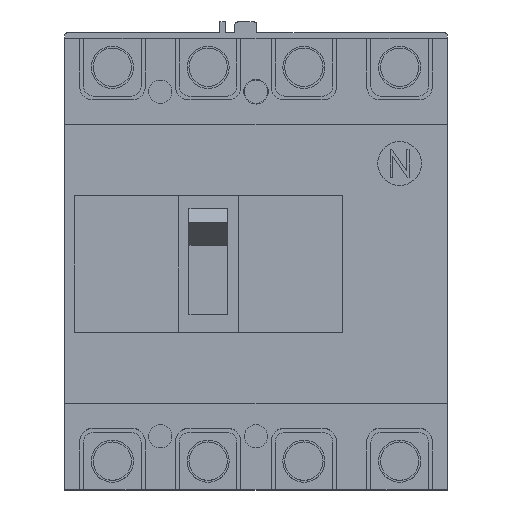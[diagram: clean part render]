
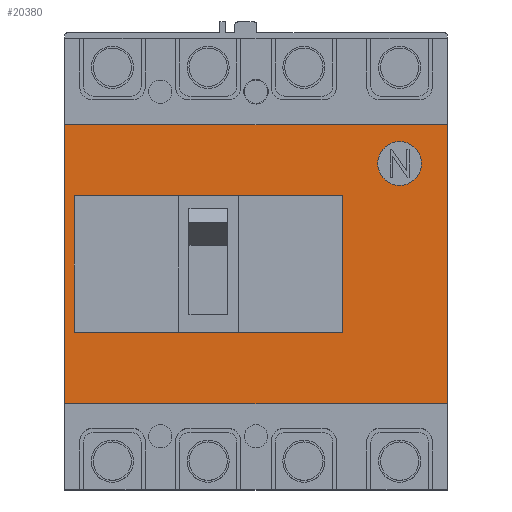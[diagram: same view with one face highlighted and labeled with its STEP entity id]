
A CAD part, top view. The second image highlights one B-rep face of the part: STEP entity #20380.
In plain terms, the highlighted planar face has unit normal (0, 0, 1).
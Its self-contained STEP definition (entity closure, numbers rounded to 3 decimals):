
#60=CARTESIAN_POINT('',(159.999,397.999,
68.));
#70=DIRECTION('',(0.,-1.,0.));
#80=VECTOR('',#70,1.);
#90=LINE('',#60,#80);
#100=CARTESIAN_POINT('',(159.999,397.999,
68.));
#110=VERTEX_POINT('',#100);
#120=CARTESIAN_POINT('',(159.999,296.,
68.));
#130=VERTEX_POINT('',#120);
#140=EDGE_CURVE('',#110,#130,#90,.T.);
#8780=CARTESIAN_POINT('',(19.999,296.,
68.));
#8790=VERTEX_POINT('',#8780);
#9330=CARTESIAN_POINT('',(19.999,397.999,
68.));
#9340=VERTEX_POINT('',#9330);
#9370=CARTESIAN_POINT('',(19.999,397.999,
68.));
#9380=DIRECTION('',(0.,-1.,0.));
#9390=VECTOR('',#9380,1.);
#9400=LINE('',#9370,#9390);
#9410=EDGE_CURVE('',#9340,#8790,#9400,.T.);
#9660=CARTESIAN_POINT('',(159.999,296.,
68.));
#9670=DIRECTION('',(-1.,0.,0.));
#9680=VECTOR('',#9670,1.);
#9690=LINE('',#9660,#9680);
#9700=EDGE_CURVE('',#130,#8790,#9690,.T.);
#19600=CARTESIAN_POINT('',(159.999,397.999,
68.));
#19610=DIRECTION('',(-1.,0.,0.));
#19620=VECTOR('',#19610,1.);
#19630=LINE('',#19600,#19620);
#19640=EDGE_CURVE('',#110,#9340,#19630,.T.);
#19780=CARTESIAN_POINT('',(159.999,296.,
68.));
#19790=DIRECTION('',(-0.,-0.,-1.));
#19800=DIRECTION('',(0.,-1.,0.));
#19810=AXIS2_PLACEMENT_3D('',#19780,#19790,#19800);
#19820=PLANE('',#19810);
#19830=ORIENTED_EDGE('',*,*,#140,.F.);
#19840=ORIENTED_EDGE('',*,*,#9700,.F.);
#19850=ORIENTED_EDGE('',*,*,#9410,.T.);
#19860=ORIENTED_EDGE('',*,*,#19640,.T.);
#19870=EDGE_LOOP('',(#19860,#19850,#19840,#19830));
#19880=FACE_OUTER_BOUND('',#19870,.T.);
#19890=CARTESIAN_POINT('',(159.999,322.,
68.));
#19900=DIRECTION('',(-1.,0.,0.));
#19910=VECTOR('',#19900,1.);
#19920=LINE('',#19890,#19910);
#19930=CARTESIAN_POINT('',(121.499,322.,
68.));
#19940=VERTEX_POINT('',#19930);
#19950=CARTESIAN_POINT('',(23.5,322.,
68.));
#19960=VERTEX_POINT('',#19950);
#19970=EDGE_CURVE('',#19940,#19960,#19920,.T.);
#19980=ORIENTED_EDGE('',*,*,#19970,.T.);
#19990=CARTESIAN_POINT('',(121.499,0.,68.));
#20000=DIRECTION('',(0.,-1.,0.));
#20010=VECTOR('',#20000,1.);
#20020=LINE('',#19990,#20010);
#20030=CARTESIAN_POINT('',(121.499,371.999,
68.));
#20040=VERTEX_POINT('',#20030);
#20050=EDGE_CURVE('',#20040,#19940,#20020,.T.);
#20060=ORIENTED_EDGE('',*,*,#20050,.T.);
#20070=CARTESIAN_POINT('',(159.999,371.999,
68.));
#20080=DIRECTION('',(1.,0.,0.));
#20090=VECTOR('',#20080,1.);
#20100=LINE('',#20070,#20090);
#20110=CARTESIAN_POINT('',(23.5,371.999,
68.));
#20120=VERTEX_POINT('',#20110);
#20130=EDGE_CURVE('',#20120,#20040,#20100,.T.);
#20140=ORIENTED_EDGE('',*,*,#20130,.T.);
#20150=CARTESIAN_POINT('',(23.5,0.,68.));
#20160=DIRECTION('',(0.,1.,0.));
#20170=VECTOR('',#20160,1.);
#20180=LINE('',#20150,#20170);
#20190=EDGE_CURVE('',#19960,#20120,#20180,.T.);
#20200=ORIENTED_EDGE('',*,*,#20190,.T.);
#20210=EDGE_LOOP('',(#20200,#20140,#20060,#19980));
#20220=FACE_BOUND('',#20210,.T.);
#20230=CARTESIAN_POINT('',(142.499,383.749,
68.));
#20240=DIRECTION('',(0.,0.,1.));
#20250=DIRECTION('',(1.,0.,0.));
#20260=AXIS2_PLACEMENT_3D('',#20230,#20240,#20250);
#20270=CIRCLE('',#20260,8.);
#20280=CARTESIAN_POINT('',(150.499,383.749,
68.));
#20290=VERTEX_POINT('',#20280);
#20300=CARTESIAN_POINT('',(134.499,383.749,
68.));
#20310=VERTEX_POINT('',#20300);
#20320=EDGE_CURVE('',#20290,#20310,#20270,.T.);
#20330=ORIENTED_EDGE('',*,*,#20320,.F.);
#20340=EDGE_CURVE('',#20310,#20290,#20270,.T.);
#20350=ORIENTED_EDGE('',*,*,#20340,.F.);
#20360=EDGE_LOOP('',(#20350,#20330));
#20370=FACE_BOUND('',#20360,.T.);
#20380=ADVANCED_FACE('',(#19880,#20220,#20370),#19820,.F.);
